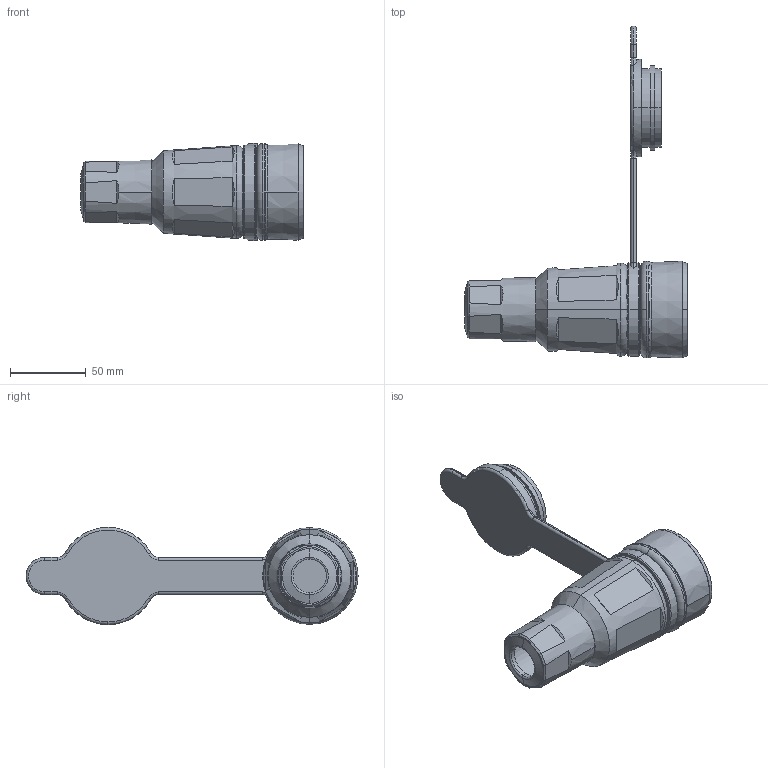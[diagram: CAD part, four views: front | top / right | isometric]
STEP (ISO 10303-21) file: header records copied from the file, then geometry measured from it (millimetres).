
FILE_DESCRIPTION (( 'STEP AP214' ), '1' );
FILE_NAME ('BRY27W48.step', '2016-08-29T19:15:41', ( '' ), ( '' ), 'SwSTEP 2.0', 'SolidWorks 2016', '' );
FILE_SCHEMA (( 'AUTOMOTIVE_DESIGN' ));
Length unit declared in the file: inch
Products named in the file (3): BRY27W-CAP; BRY27W48-CONNECTOR; BRY27W48
Assembly tree (2 placements, depth 2):
  BRY27W48
    BRY27W48-CONNECTOR
    BRY27W-CAP
Bounding box: 146.27 x 218.65 x 64 mm (x, y, z)
Volume: 300058.9 mm3; surface area: 79869.2 mm2
Topology: 5 solids, 5 shells, 182 faces, 419 edges, 261 vertices
Faces by surface type: plane 69, cylinder 51, torus 41, cone 21
Entity records: 5452 total; most frequent: CARTESIAN_POINT 1139, DIRECTION 925, ORIENTED_EDGE 838, EDGE_CURVE 419, AXIS2_PLACEMENT_3D 395, VERTEX_POINT 261, CIRCLE 208, EDGE_LOOP 208
